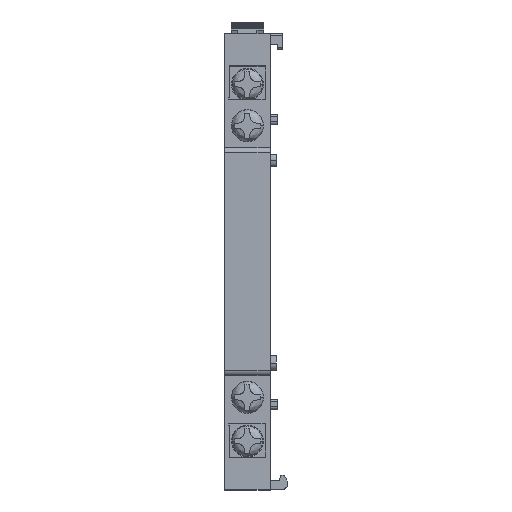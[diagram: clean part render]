
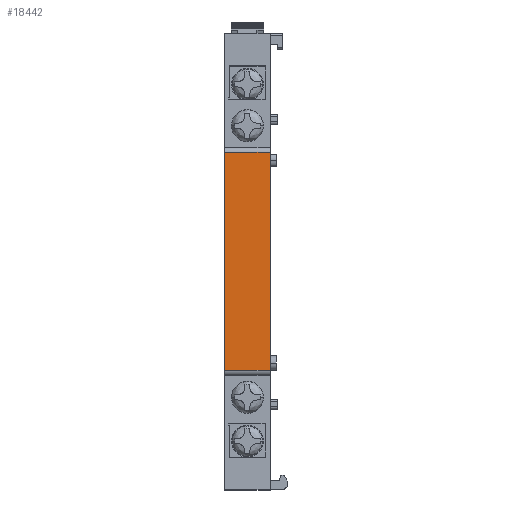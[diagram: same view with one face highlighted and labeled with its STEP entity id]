
A CAD part, top view. The second image highlights one B-rep face of the part: STEP entity #18442.
In plain terms, the highlighted planar face has unit normal (0, 0, 1).
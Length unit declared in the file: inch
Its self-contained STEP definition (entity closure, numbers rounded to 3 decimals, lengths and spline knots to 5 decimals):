
#354 = PLANE ( 'NONE',  #14366 ) ;
#857 = EDGE_CURVE ( 'NONE', #8682, #16829, #15988, .T. ) ;
#1124 = DIRECTION ( 'NONE',  ( 0., -1., 0. ) ) ;
#1253 = CARTESIAN_POINT ( 'NONE',  ( -0.21921, 0.60252, 4.93447 ) ) ;
#1764 = LINE ( 'NONE', #13796, #18293 ) ;
#2014 = CARTESIAN_POINT ( 'NONE',  ( 0.13512, 0.60252, 4.93447 ) ) ;
#2540 = DIRECTION ( 'NONE',  ( 0., 0., 1. ) ) ;
#3960 = DIRECTION ( 'NONE',  ( 1., 0., 0. ) ) ;
#5513 = CARTESIAN_POINT ( 'NONE',  ( -0.21921, -1.0904, 4.93447 ) ) ;
#8261 = EDGE_LOOP ( 'NONE', ( #10233, #20697, #10291, #13111 ) ) ;
#8682 = VERTEX_POINT ( 'NONE', #2014 ) ;
#8946 = EDGE_CURVE ( 'NONE', #8682, #16931, #1764, .T. ) ;
#10233 = ORIENTED_EDGE ( 'NONE', *, *, #13259, .T. ) ;
#10291 = ORIENTED_EDGE ( 'NONE', *, *, #8946, .F. ) ;
#10395 = CARTESIAN_POINT ( 'NONE',  ( -0.21921, 0.60252, 4.93447 ) ) ;
#11039 = CARTESIAN_POINT ( 'NONE',  ( -0.21921, -1.0904, 4.93447 ) ) ;
#12223 = FACE_OUTER_BOUND ( 'NONE', #8261, .T. ) ;
#13111 = ORIENTED_EDGE ( 'NONE', *, *, #857, .T. ) ;
#13259 = EDGE_CURVE ( 'NONE', #16829, #19878, #14789, .T. ) ;
#13613 = CARTESIAN_POINT ( 'NONE',  ( -0.21921, 0.60252, 4.93447 ) ) ;
#13665 = EDGE_CURVE ( 'NONE', #19878, #16931, #15204, .T. ) ;
#13796 = CARTESIAN_POINT ( 'NONE',  ( 0.13512, -1.97622, 4.93447 ) ) ;
#13900 = CARTESIAN_POINT ( 'NONE',  ( 0.13512, -1.0904, 4.93447 ) ) ;
#14277 = VECTOR ( 'NONE', #18966, 39.37008 ) ;
#14366 = AXIS2_PLACEMENT_3D ( 'NONE', #16801, #2540, #3960 ) ;
#14789 = LINE ( 'NONE', #1253, #14277 ) ;
#14975 = VECTOR ( 'NONE', #15277, 39.37008 ) ;
#15204 = LINE ( 'NONE', #5513, #14975 ) ;
#15277 = DIRECTION ( 'NONE',  ( 1., 0., 0. ) ) ;
#15988 = LINE ( 'NONE', #13613, #19725 ) ;
#16801 = CARTESIAN_POINT ( 'NONE',  ( -0.21921, 0.60252, 4.93447 ) ) ;
#16829 = VERTEX_POINT ( 'NONE', #10395 ) ;
#16931 = VERTEX_POINT ( 'NONE', #13900 ) ;
#18293 = VECTOR ( 'NONE', #1124, 39.37008 ) ;
#18442 = ADVANCED_FACE ( 'NONE', ( #12223 ), #354, .T. ) ;
#18966 = DIRECTION ( 'NONE',  ( 0., -1., 0. ) ) ;
#19725 = VECTOR ( 'NONE', #20199, 39.37008 ) ;
#19878 = VERTEX_POINT ( 'NONE', #11039 ) ;
#20199 = DIRECTION ( 'NONE',  ( -1., 0., 0. ) ) ;
#20697 = ORIENTED_EDGE ( 'NONE', *, *, #13665, .T. ) ;
